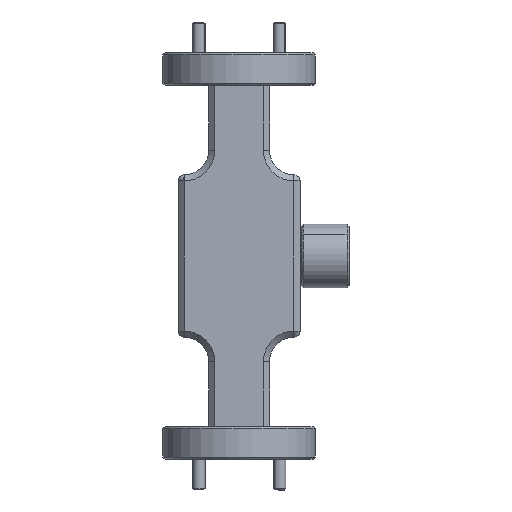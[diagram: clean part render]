
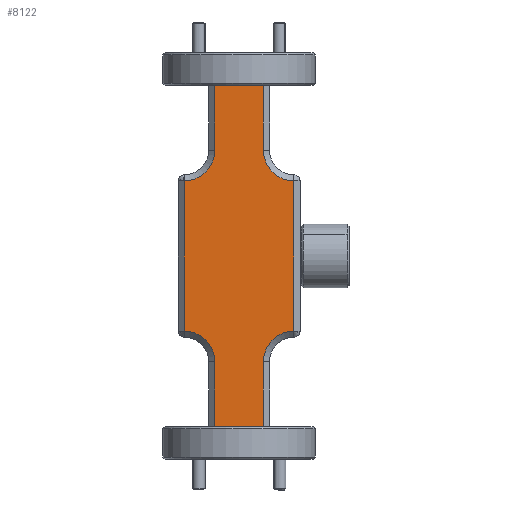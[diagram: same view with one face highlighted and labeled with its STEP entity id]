
A CAD part, front view. The second image highlights one B-rep face of the part: STEP entity #8122.
In plain terms, the highlighted planar face has unit normal (0, -1, 0).
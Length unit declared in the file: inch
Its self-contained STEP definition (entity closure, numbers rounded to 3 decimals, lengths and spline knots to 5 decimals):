
#46 = CARTESIAN_POINT ( 'NONE',  ( -0.12, -0.15, -1. ) ) ;
#274 = DIRECTION ( 'NONE',  ( 0., 0., 1. ) ) ;
#314 = AXIS2_PLACEMENT_3D ( 'NONE', #10474, #3260, #274 ) ;
#634 = DIRECTION ( 'NONE',  ( 0., 0., 1. ) ) ;
#696 = CARTESIAN_POINT ( 'NONE',  ( 0.15, -0.15, 0.84 ) ) ;
#722 = CARTESIAN_POINT ( 'NONE',  ( 0.27, -0.15, 0.37 ) ) ;
#1001 = LINE ( 'NONE', #5593, #6133 ) ;
#1028 = DIRECTION ( 'NONE',  ( 0., 0., -1. ) ) ;
#1045 = LINE ( 'NONE', #6731, #10709 ) ;
#1222 = FACE_OUTER_BOUND ( 'NONE', #5251, .T. ) ;
#1268 = ORIENTED_EDGE ( 'NONE', *, *, #4693, .T. ) ;
#1281 = PLANE ( 'NONE',  #1542 ) ;
#1506 = EDGE_CURVE ( 'NONE', #9331, #5131, #9055, .T. ) ;
#1542 = AXIS2_PLACEMENT_3D ( 'NONE', #4938, #8667, #4993 ) ;
#1860 = DIRECTION ( 'NONE',  ( 0., 0., 1. ) ) ;
#1866 = ORIENTED_EDGE ( 'NONE', *, *, #3232, .T. ) ;
#1877 = CARTESIAN_POINT ( 'NONE',  ( 0.12, -0.15, -1. ) ) ;
#1940 = LINE ( 'NONE', #46, #3312 ) ;
#2066 = CIRCLE ( 'NONE', #314, 0.15 ) ;
#2099 = EDGE_CURVE ( 'NONE', #8926, #11388, #7090, .T. ) ;
#2124 = VECTOR ( 'NONE', #6639, 39.37008 ) ;
#2189 = DIRECTION ( 'NONE',  ( 0., 0., -1. ) ) ;
#2496 = CARTESIAN_POINT ( 'NONE',  ( 0.12, -0.15, -1. ) ) ;
#2507 = VECTOR ( 'NONE', #11556, 39.37008 ) ;
#2589 = VERTEX_POINT ( 'NONE', #3483 ) ;
#2633 = VECTOR ( 'NONE', #5616, 39.37008 ) ;
#2683 = DIRECTION ( 'NONE',  ( 0., 1., 0. ) ) ;
#2912 = CARTESIAN_POINT ( 'NONE',  ( 0.12, -0.15, -0.84 ) ) ;
#3034 = EDGE_CURVE ( 'NONE', #11565, #10974, #4797, .T. ) ;
#3107 = EDGE_CURVE ( 'NONE', #3807, #4872, #8656, .T. ) ;
#3232 = EDGE_CURVE ( 'NONE', #2589, #8926, #1001, .T. ) ;
#3260 = DIRECTION ( 'NONE',  ( 0., 1., 0. ) ) ;
#3312 = VECTOR ( 'NONE', #1028, 39.37008 ) ;
#3483 = CARTESIAN_POINT ( 'NONE',  ( -0.27, -0.15, 0.37 ) ) ;
#3807 = VERTEX_POINT ( 'NONE', #722 ) ;
#3888 = ORIENTED_EDGE ( 'NONE', *, *, #3107, .T. ) ;
#3940 = CARTESIAN_POINT ( 'NONE',  ( 0.15, -0.15, -0.84 ) ) ;
#3968 = EDGE_CURVE ( 'NONE', #4872, #5131, #11741, .T. ) ;
#4107 = CARTESIAN_POINT ( 'NONE',  ( 0.12, -0.15, 0.52 ) ) ;
#4358 = CARTESIAN_POINT ( 'NONE',  ( 0.27, -0.15, 0.37 ) ) ;
#4534 = DIRECTION ( 'NONE',  ( 1., 0., 0. ) ) ;
#4538 = DIRECTION ( 'NONE',  ( 0., 1., 0. ) ) ;
#4693 = EDGE_CURVE ( 'NONE', #11565, #7348, #11232, .T. ) ;
#4797 = LINE ( 'NONE', #3940, #2633 ) ;
#4872 = VERTEX_POINT ( 'NONE', #4107 ) ;
#4910 = AXIS2_PLACEMENT_3D ( 'NONE', #11033, #4538, #1860 ) ;
#4914 = CARTESIAN_POINT ( 'NONE',  ( -0.12, -0.15, -0.52 ) ) ;
#4938 = CARTESIAN_POINT ( 'NONE',  ( 0.15, -0.15, -1. ) ) ;
#4975 = CARTESIAN_POINT ( 'NONE',  ( -0.12, -0.15, 0.84 ) ) ;
#4993 = DIRECTION ( 'NONE',  ( 0., 0., 1. ) ) ;
#5131 = VERTEX_POINT ( 'NONE', #7612 ) ;
#5206 = CARTESIAN_POINT ( 'NONE',  ( 0.12, -0.15, -0.52 ) ) ;
#5251 = EDGE_LOOP ( 'NONE', ( #9839, #1268, #11195, #10543, #3888, #11156, #9467, #10619, #8448, #1866, #10316, #10559 ) ) ;
#5593 = CARTESIAN_POINT ( 'NONE',  ( -0.27, -0.15, -0.37 ) ) ;
#5613 = CARTESIAN_POINT ( 'NONE',  ( 0.27, -0.15, -0.37 ) ) ;
#5616 = DIRECTION ( 'NONE',  ( -1., 0., 0. ) ) ;
#5744 = VECTOR ( 'NONE', #4534, 39.37008 ) ;
#5999 = VERTEX_POINT ( 'NONE', #5613 ) ;
#6133 = VECTOR ( 'NONE', #8515, 39.37008 ) ;
#6326 = VECTOR ( 'NONE', #9791, 39.37008 ) ;
#6412 = DIRECTION ( 'NONE',  ( 0., 0., 1. ) ) ;
#6639 = DIRECTION ( 'NONE',  ( 0., 0., 1. ) ) ;
#6731 = CARTESIAN_POINT ( 'NONE',  ( -0.12, -0.15, -1. ) ) ;
#6909 = CARTESIAN_POINT ( 'NONE',  ( -0.12, -0.15, -0.84 ) ) ;
#7090 = CIRCLE ( 'NONE', #9609, 0.15 ) ;
#7348 = VERTEX_POINT ( 'NONE', #5206 ) ;
#7612 = CARTESIAN_POINT ( 'NONE',  ( 0.12, -0.15, 0.84 ) ) ;
#7666 = CIRCLE ( 'NONE', #4910, 0.15 ) ;
#8075 = EDGE_CURVE ( 'NONE', #11388, #10974, #1045, .T. ) ;
#8122 = ADVANCED_FACE ( 'NONE', ( #1222 ), #1281, .F. ) ;
#8295 = AXIS2_PLACEMENT_3D ( 'NONE', #8994, #9182, #634 ) ;
#8303 = CARTESIAN_POINT ( 'NONE',  ( -0.27, -0.15, -0.37 ) ) ;
#8443 = EDGE_CURVE ( 'NONE', #7348, #5999, #2066, .T. ) ;
#8448 = ORIENTED_EDGE ( 'NONE', *, *, #9883, .T. ) ;
#8515 = DIRECTION ( 'NONE',  ( 0., 0., -1. ) ) ;
#8656 = CIRCLE ( 'NONE', #8295, 0.15 ) ;
#8667 = DIRECTION ( 'NONE',  ( 0., 1., 0. ) ) ;
#8926 = VERTEX_POINT ( 'NONE', #8303 ) ;
#8994 = CARTESIAN_POINT ( 'NONE',  ( 0.27, -0.15, 0.52 ) ) ;
#9055 = LINE ( 'NONE', #696, #5744 ) ;
#9182 = DIRECTION ( 'NONE',  ( 0., 1., 0. ) ) ;
#9331 = VERTEX_POINT ( 'NONE', #4975 ) ;
#9467 = ORIENTED_EDGE ( 'NONE', *, *, #1506, .F. ) ;
#9539 = CARTESIAN_POINT ( 'NONE',  ( -0.12, -0.15, 0.52 ) ) ;
#9609 = AXIS2_PLACEMENT_3D ( 'NONE', #10989, #2683, #6412 ) ;
#9791 = DIRECTION ( 'NONE',  ( 0., 0., 1. ) ) ;
#9839 = ORIENTED_EDGE ( 'NONE', *, *, #3034, .F. ) ;
#9883 = EDGE_CURVE ( 'NONE', #10095, #2589, #7666, .T. ) ;
#10095 = VERTEX_POINT ( 'NONE', #9539 ) ;
#10316 = ORIENTED_EDGE ( 'NONE', *, *, #2099, .T. ) ;
#10474 = CARTESIAN_POINT ( 'NONE',  ( 0.27, -0.15, -0.52 ) ) ;
#10543 = ORIENTED_EDGE ( 'NONE', *, *, #11878, .T. ) ;
#10559 = ORIENTED_EDGE ( 'NONE', *, *, #8075, .T. ) ;
#10619 = ORIENTED_EDGE ( 'NONE', *, *, #10854, .T. ) ;
#10709 = VECTOR ( 'NONE', #2189, 39.37008 ) ;
#10854 = EDGE_CURVE ( 'NONE', #9331, #10095, #1940, .T. ) ;
#10915 = LINE ( 'NONE', #4358, #6326 ) ;
#10974 = VERTEX_POINT ( 'NONE', #6909 ) ;
#10989 = CARTESIAN_POINT ( 'NONE',  ( -0.27, -0.15, -0.52 ) ) ;
#11033 = CARTESIAN_POINT ( 'NONE',  ( -0.27, -0.15, 0.52 ) ) ;
#11156 = ORIENTED_EDGE ( 'NONE', *, *, #3968, .T. ) ;
#11195 = ORIENTED_EDGE ( 'NONE', *, *, #8443, .T. ) ;
#11232 = LINE ( 'NONE', #1877, #2124 ) ;
#11388 = VERTEX_POINT ( 'NONE', #4914 ) ;
#11556 = DIRECTION ( 'NONE',  ( 0., 0., 1. ) ) ;
#11565 = VERTEX_POINT ( 'NONE', #2912 ) ;
#11741 = LINE ( 'NONE', #2496, #2507 ) ;
#11878 = EDGE_CURVE ( 'NONE', #5999, #3807, #10915, .T. ) ;
